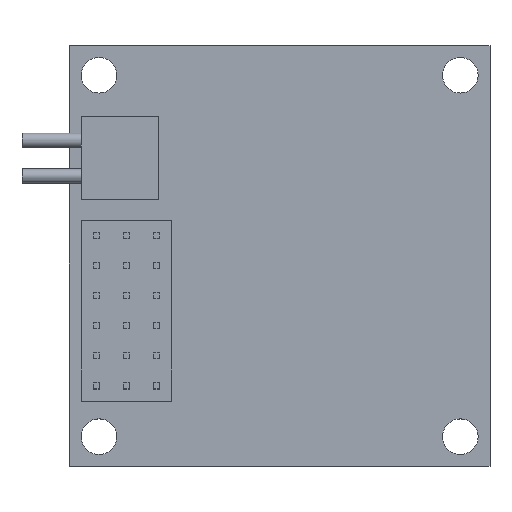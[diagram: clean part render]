
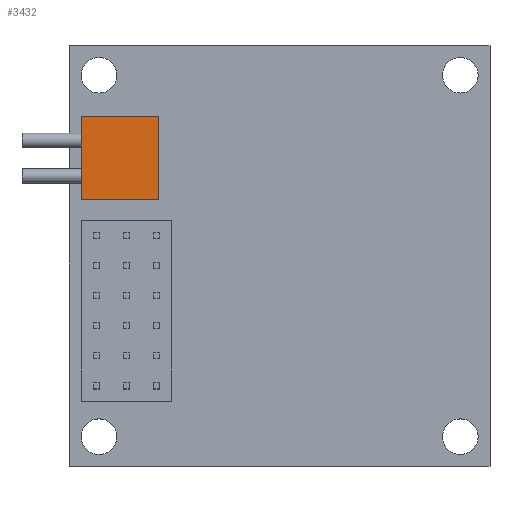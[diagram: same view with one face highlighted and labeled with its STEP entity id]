
A CAD part, top view. The second image highlights one B-rep face of the part: STEP entity #3432.
In plain terms, the highlighted planar face has unit normal (0, 0, 1).
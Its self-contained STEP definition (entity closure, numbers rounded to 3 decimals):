
#701 = PLANE('',#702);
#702 = AXIS2_PLACEMENT_3D('',#703,#704,#705);
#703 = CARTESIAN_POINT('',(-10.25,4.75,1.));
#704 = DIRECTION('',(0.,-1.,0.));
#705 = DIRECTION('',(-1.,0.,0.));
#729 = PLANE('',#730);
#730 = AXIS2_PLACEMENT_3D('',#731,#732,#733);
#731 = CARTESIAN_POINT('',(-16.75,4.75,1.));
#732 = DIRECTION('',(-1.,0.,0.));
#733 = DIRECTION('',(0.,1.,0.));
#757 = PLANE('',#758);
#758 = AXIS2_PLACEMENT_3D('',#759,#760,#761);
#759 = CARTESIAN_POINT('',(-16.75,11.75,1.));
#760 = DIRECTION('',(0.,1.,0.));
#761 = DIRECTION('',(1.,0.,0.));
#783 = PLANE('',#784);
#784 = AXIS2_PLACEMENT_3D('',#785,#786,#787);
#785 = CARTESIAN_POINT('',(-10.25,11.75,1.));
#786 = DIRECTION('',(1.,0.,0.));
#787 = DIRECTION('',(0.,-1.,0.));
#1115 = VERTEX_POINT('',#1116);
#1116 = CARTESIAN_POINT('',(-10.25,4.75,6.));
#1137 = EDGE_CURVE('',#1115,#1138,#1140,.T.);
#1138 = VERTEX_POINT('',#1139);
#1139 = CARTESIAN_POINT('',(-16.75,4.75,6.));
#1140 = SURFACE_CURVE('',#1141,(#1145,#1152),.PCURVE_S1.);
#1141 = LINE('',#1142,#1143);
#1142 = CARTESIAN_POINT('',(-10.25,4.75,6.));
#1143 = VECTOR('',#1144,1.);
#1144 = DIRECTION('',(-1.,0.,0.));
#1145 = PCURVE('',#701,#1146);
#1146 = DEFINITIONAL_REPRESENTATION('',(#1147),#1151);
#1147 = LINE('',#1148,#1149);
#1148 = CARTESIAN_POINT('',(0.,-5.));
#1149 = VECTOR('',#1150,1.);
#1150 = DIRECTION('',(1.,0.));
#1151 = ( GEOMETRIC_REPRESENTATION_CONTEXT(2) 
PARAMETRIC_REPRESENTATION_CONTEXT() REPRESENTATION_CONTEXT('2D SPACE',''
  ) );
#1152 = PCURVE('',#1153,#1158);
#1153 = PLANE('',#1154);
#1154 = AXIS2_PLACEMENT_3D('',#1155,#1156,#1157);
#1155 = CARTESIAN_POINT('',(-16.75,11.75,6.));
#1156 = DIRECTION('',(0.,0.,1.));
#1157 = DIRECTION('',(1.,0.,0.));
#1158 = DEFINITIONAL_REPRESENTATION('',(#1159),#1163);
#1159 = LINE('',#1160,#1161);
#1160 = CARTESIAN_POINT('',(6.5,-7.));
#1161 = VECTOR('',#1162,1.);
#1162 = DIRECTION('',(-1.,0.));
#1163 = ( GEOMETRIC_REPRESENTATION_CONTEXT(2) 
PARAMETRIC_REPRESENTATION_CONTEXT() REPRESENTATION_CONTEXT('2D SPACE',''
  ) );
#1191 = VERTEX_POINT('',#1192);
#1192 = CARTESIAN_POINT('',(-10.25,11.75,6.));
#1213 = EDGE_CURVE('',#1191,#1115,#1214,.T.);
#1214 = SURFACE_CURVE('',#1215,(#1219,#1226),.PCURVE_S1.);
#1215 = LINE('',#1216,#1217);
#1216 = CARTESIAN_POINT('',(-10.25,11.75,6.));
#1217 = VECTOR('',#1218,1.);
#1218 = DIRECTION('',(0.,-1.,0.));
#1219 = PCURVE('',#783,#1220);
#1220 = DEFINITIONAL_REPRESENTATION('',(#1221),#1225);
#1221 = LINE('',#1222,#1223);
#1222 = CARTESIAN_POINT('',(0.,-5.));
#1223 = VECTOR('',#1224,1.);
#1224 = DIRECTION('',(1.,0.));
#1225 = ( GEOMETRIC_REPRESENTATION_CONTEXT(2) 
PARAMETRIC_REPRESENTATION_CONTEXT() REPRESENTATION_CONTEXT('2D SPACE',''
  ) );
#1226 = PCURVE('',#1153,#1227);
#1227 = DEFINITIONAL_REPRESENTATION('',(#1228),#1232);
#1228 = LINE('',#1229,#1230);
#1229 = CARTESIAN_POINT('',(6.5,0.));
#1230 = VECTOR('',#1231,1.);
#1231 = DIRECTION('',(0.,-1.));
#1232 = ( GEOMETRIC_REPRESENTATION_CONTEXT(2) 
PARAMETRIC_REPRESENTATION_CONTEXT() REPRESENTATION_CONTEXT('2D SPACE',''
  ) );
#1240 = VERTEX_POINT('',#1241);
#1241 = CARTESIAN_POINT('',(-16.75,11.75,6.));
#1262 = EDGE_CURVE('',#1240,#1191,#1263,.T.);
#1263 = SURFACE_CURVE('',#1264,(#1268,#1275),.PCURVE_S1.);
#1264 = LINE('',#1265,#1266);
#1265 = CARTESIAN_POINT('',(-16.75,11.75,6.));
#1266 = VECTOR('',#1267,1.);
#1267 = DIRECTION('',(1.,0.,0.));
#1268 = PCURVE('',#757,#1269);
#1269 = DEFINITIONAL_REPRESENTATION('',(#1270),#1274);
#1270 = LINE('',#1271,#1272);
#1271 = CARTESIAN_POINT('',(0.,-5.));
#1272 = VECTOR('',#1273,1.);
#1273 = DIRECTION('',(1.,0.));
#1274 = ( GEOMETRIC_REPRESENTATION_CONTEXT(2) 
PARAMETRIC_REPRESENTATION_CONTEXT() REPRESENTATION_CONTEXT('2D SPACE',''
  ) );
#1275 = PCURVE('',#1153,#1276);
#1276 = DEFINITIONAL_REPRESENTATION('',(#1277),#1281);
#1277 = LINE('',#1278,#1279);
#1278 = CARTESIAN_POINT('',(0.,0.));
#1279 = VECTOR('',#1280,1.);
#1280 = DIRECTION('',(1.,0.));
#1281 = ( GEOMETRIC_REPRESENTATION_CONTEXT(2) 
PARAMETRIC_REPRESENTATION_CONTEXT() REPRESENTATION_CONTEXT('2D SPACE',''
  ) );
#1289 = EDGE_CURVE('',#1138,#1240,#1290,.T.);
#1290 = SURFACE_CURVE('',#1291,(#1295,#1302),.PCURVE_S1.);
#1291 = LINE('',#1292,#1293);
#1292 = CARTESIAN_POINT('',(-16.75,4.75,6.));
#1293 = VECTOR('',#1294,1.);
#1294 = DIRECTION('',(0.,1.,0.));
#1295 = PCURVE('',#729,#1296);
#1296 = DEFINITIONAL_REPRESENTATION('',(#1297),#1301);
#1297 = LINE('',#1298,#1299);
#1298 = CARTESIAN_POINT('',(0.,-5.));
#1299 = VECTOR('',#1300,1.);
#1300 = DIRECTION('',(1.,0.));
#1301 = ( GEOMETRIC_REPRESENTATION_CONTEXT(2) 
PARAMETRIC_REPRESENTATION_CONTEXT() REPRESENTATION_CONTEXT('2D SPACE',''
  ) );
#1302 = PCURVE('',#1153,#1303);
#1303 = DEFINITIONAL_REPRESENTATION('',(#1304),#1308);
#1304 = LINE('',#1305,#1306);
#1305 = CARTESIAN_POINT('',(0.,-7.));
#1306 = VECTOR('',#1307,1.);
#1307 = DIRECTION('',(0.,1.));
#1308 = ( GEOMETRIC_REPRESENTATION_CONTEXT(2) 
PARAMETRIC_REPRESENTATION_CONTEXT() REPRESENTATION_CONTEXT('2D SPACE',''
  ) );
#3432 = ADVANCED_FACE('',(#3433),#1153,.T.);
#3433 = FACE_BOUND('',#3434,.F.);
#3434 = EDGE_LOOP('',(#3435,#3436,#3437,#3438));
#3435 = ORIENTED_EDGE('',*,*,#1262,.T.);
#3436 = ORIENTED_EDGE('',*,*,#1213,.T.);
#3437 = ORIENTED_EDGE('',*,*,#1137,.T.);
#3438 = ORIENTED_EDGE('',*,*,#1289,.T.);
